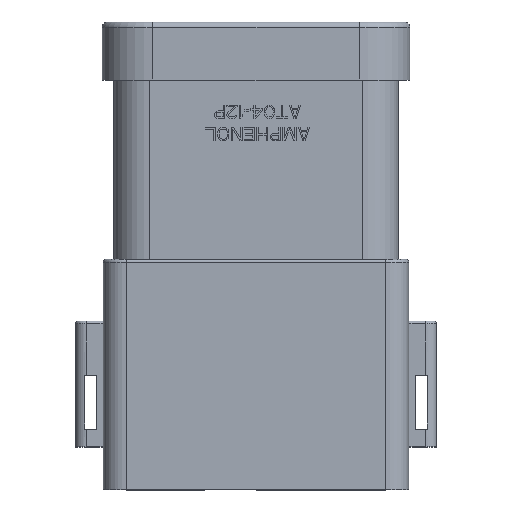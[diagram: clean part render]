
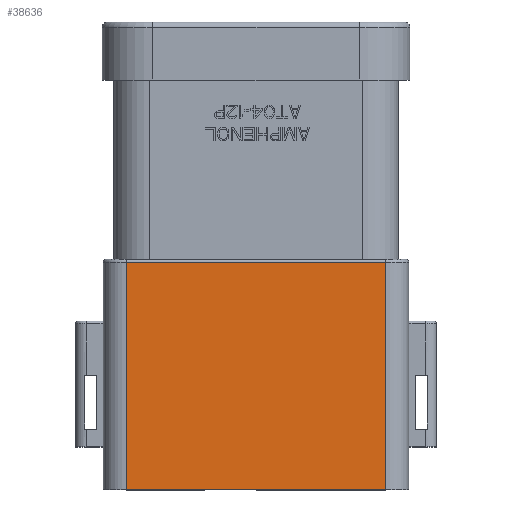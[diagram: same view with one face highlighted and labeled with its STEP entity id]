
A CAD part, top view. The second image highlights one B-rep face of the part: STEP entity #38636.
In plain terms, the highlighted planar face has unit normal (0, 0, 1).
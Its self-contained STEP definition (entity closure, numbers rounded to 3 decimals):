
#12923=DIRECTION('',(1.,0.,0.));
#12924=VECTOR('',#12923,29.05);
#12925=CARTESIAN_POINT('',(-14.525,-0.1,11.1));
#12926=LINE('',#12925,#12924);
#12955=DIRECTION('',(0.,-1.,0.));
#12956=VECTOR('',#12955,25.5);
#12957=CARTESIAN_POINT('',(-14.525,25.4,11.1));
#12958=LINE('',#12957,#12956);
#12982=DIRECTION('',(-1.,0.,0.));
#12983=VECTOR('',#12982,29.05);
#12984=CARTESIAN_POINT('',(14.525,25.4,11.1));
#12985=LINE('',#12984,#12983);
#14143=DIRECTION('',(0.,1.,0.));
#14144=VECTOR('',#14143,25.5);
#14145=CARTESIAN_POINT('',(14.525,-0.1,11.1));
#14146=LINE('',#14145,#14144);
#16597=CARTESIAN_POINT('',(-14.525,-0.1,11.1));
#16598=VERTEX_POINT('',#16597);
#16599=CARTESIAN_POINT('',(14.525,-0.1,11.1));
#16600=VERTEX_POINT('',#16599);
#16903=CARTESIAN_POINT('',(14.525,25.4,11.1));
#16904=VERTEX_POINT('',#16903);
#16905=CARTESIAN_POINT('',(-14.525,25.4,11.1));
#16906=VERTEX_POINT('',#16905);
#38625=CARTESIAN_POINT('',(-17.125,0.,11.1));
#38626=DIRECTION('',(0.,0.,1.));
#38627=DIRECTION('',(1.,0.,0.));
#38628=AXIS2_PLACEMENT_3D('',#38625,#38626,#38627);
#38629=PLANE('',#38628);
#38630=ORIENTED_EDGE('',*,*,#37266,.F.);
#38631=ORIENTED_EDGE('',*,*,#38620,.F.);
#38632=ORIENTED_EDGE('',*,*,#37208,.F.);
#38633=ORIENTED_EDGE('',*,*,#37238,.F.);
#38634=EDGE_LOOP('',(#38630,#38631,#38632,#38633));
#38635=FACE_OUTER_BOUND('',#38634,.F.);
#38636=ADVANCED_FACE('',(#38635),#38629,.T.);
#37208=EDGE_CURVE('',#16598,#16600,#12926,.T.);
#37238=EDGE_CURVE('',#16906,#16598,#12958,.T.);
#37266=EDGE_CURVE('',#16904,#16906,#12985,.T.);
#38620=EDGE_CURVE('',#16600,#16904,#14146,.T.);
